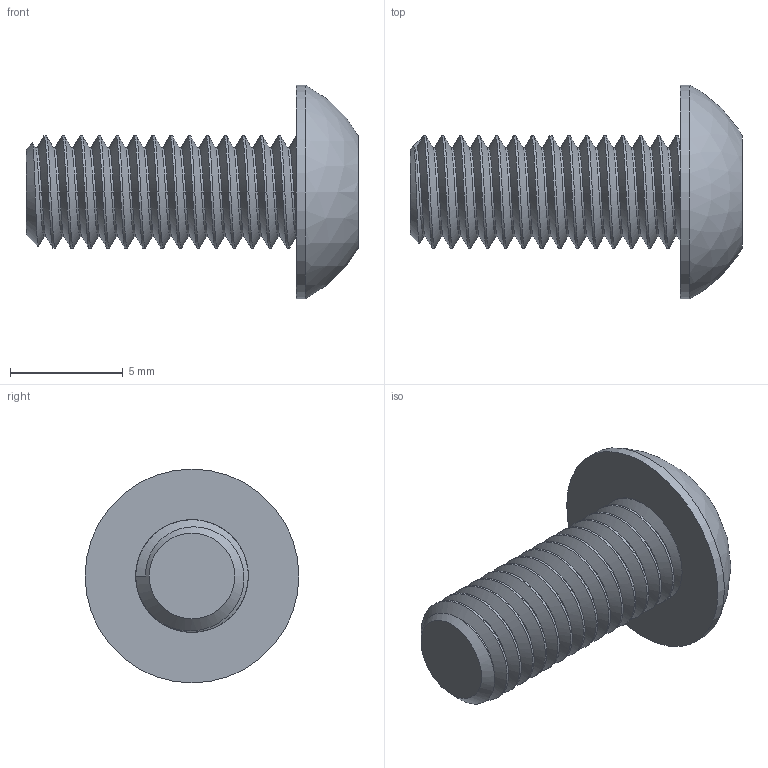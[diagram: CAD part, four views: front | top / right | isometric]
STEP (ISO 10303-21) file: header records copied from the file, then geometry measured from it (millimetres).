
FILE_DESCRIPTION(/* description */ (''),/* implementation_level */ '2;1');
FILE_NAME(/* name */ 'M5x12BHCS-0 v1.step',/* time_stamp */ '2020-09-14T14:02:57-04:00',/* author */ (''),/* organization */ (''),/* preprocessor_version */ 'ST-DEVELOPER v18.1',/* originating_system */ 'Autodesk Translation Framework v9.3.0.1241',/* authorisation */ '');
FILE_SCHEMA (('AUTOMOTIVE_DESIGN { 1 0 10303 214 3 1 1 }'));
Length unit declared in the file: millimetre
Products named in the file (2): M5x12BHCS-0; 92095A210
Assembly tree (1 placements, depth 2):
  M5x12BHCS-0
    92095A210
Bounding box: 14.75 x 9.5 x 9.5 mm (x, y, z)
Volume: 312.1 mm3; surface area: 523.1 mm2
Topology: 1 solids, 1 shells, 58 faces, 144 edges, 91 vertices
Faces by surface type: cylinder 36, plane 12, cone 7, bspline 2, sphere 1
Full cylindrical faces by diameter (mm): 3.961 x15, 5 x14, 9.5 x1
Entity records: 4166 total; most frequent: CARTESIAN_POINT 2925, ORIENTED_EDGE 288, DIRECTION 200, EDGE_CURVE 144, VERTEX_POINT 91, AXIS2_PLACEMENT_3D 73, EDGE_LOOP 61, FACE_OUTER_BOUND 58
